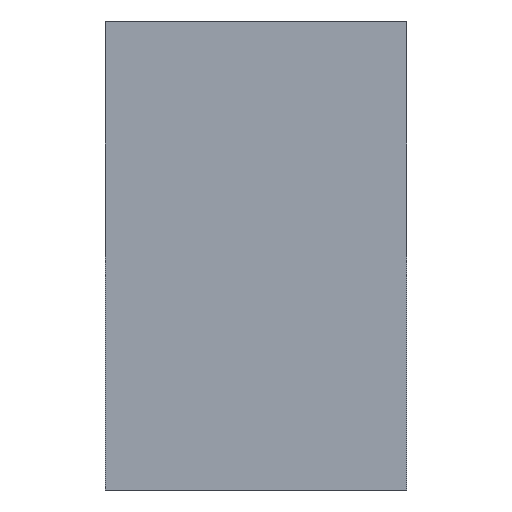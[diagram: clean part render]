
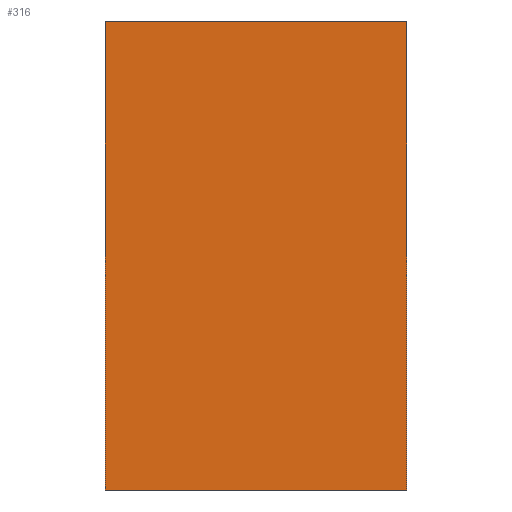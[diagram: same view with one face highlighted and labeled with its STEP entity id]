
A CAD part, left-side view. The second image highlights one B-rep face of the part: STEP entity #316.
In plain terms, the highlighted planar face has unit normal (-1, 0, 0).
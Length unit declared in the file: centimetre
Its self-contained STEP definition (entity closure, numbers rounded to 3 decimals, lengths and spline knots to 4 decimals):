
#144=VERTEX_POINT('',#1166);
#145=VERTEX_POINT('',#1168);
#147=VERTEX_POINT('',#1174);
#148=VERTEX_POINT('',#1176);
#168=EDGE_CURVE('',#145,#144,#586,.T.);
#171=EDGE_CURVE('',#144,#147,#589,.T.);
#172=EDGE_CURVE('',#148,#147,#590,.T.);
#173=EDGE_CURVE('',#148,#145,#591,.T.);
#207=ORIENTED_EDGE('',*,*,#171,.T.);
#208=ORIENTED_EDGE('',*,*,#172,.F.);
#209=ORIENTED_EDGE('',*,*,#173,.T.);
#210=ORIENTED_EDGE('',*,*,#168,.T.);
#268=EDGE_LOOP('',(#207,#208,#209,#210));
#296=FACE_BOUND('',#268,.T.);
#316=ADVANCED_FACE('',(#296),#860,.T.);
#586=LINE('',#1167,#839);
#589=LINE('',#1173,#842);
#590=LINE('',#1175,#843);
#591=LINE('',#1177,#844);
#789=AXIS2_PLACEMENT_3D('',#1172,#987,$);
#839=VECTOR('',#984,1.);
#842=VECTOR('',#988,1.);
#843=VECTOR('',#989,1.);
#844=VECTOR('',#990,1.);
#860=PLANE('',#789);
#984=DIRECTION('',(0.,0.,1.));
#987=DIRECTION('',(-1.,0.,0.));
#988=DIRECTION('',(0.,1.,0.));
#989=DIRECTION('',(0.,0.,1.));
#990=DIRECTION('',(0.,-1.,0.));
#1166=CARTESIAN_POINT('',(-4.516,0.,0.932));
#1167=CARTESIAN_POINT('',(-4.516,0.,0.));
#1168=CARTESIAN_POINT('',(-4.516,0.,0.));
#1172=CARTESIAN_POINT('',(-4.516,0.3,0.));
#1173=CARTESIAN_POINT('',(-4.516,0.6,0.932));
#1174=CARTESIAN_POINT('',(-4.516,0.6,0.932));
#1175=CARTESIAN_POINT('',(-4.516,0.6,0.));
#1176=CARTESIAN_POINT('',(-4.516,0.6,0.));
#1177=CARTESIAN_POINT('',(-4.516,0.6,0.));
